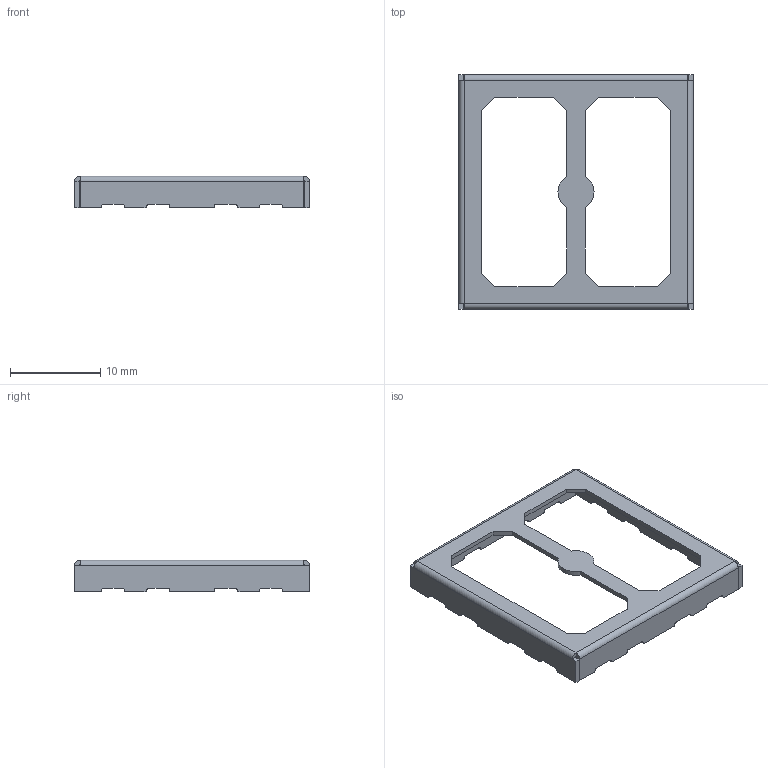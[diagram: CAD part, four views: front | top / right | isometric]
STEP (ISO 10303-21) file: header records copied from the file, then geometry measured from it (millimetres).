
FILE_DESCRIPTION(/* description */ ('Unknown'),/* implementation_level */ '2;1');
FILE_NAME(/* name */ 'H_Wurth_WE-SHC-SMT-FRAME_36103255',/* time_stamp */ '2025-07-03T16:23:41+08:00',/* author */ ('Unknown'),/* organization */ ('Unknown'),/* preprocessor_version */ 'ST-DEVELOPER v19.4',/* originating_system */ 'Solid Edge',/* authorisation */ 'Unknown');
FILE_SCHEMA (('AUTOMOTIVE_DESIGN {1 0 10303 214 3 1 1}'));
Length unit declared in the file: millimetre
Products named in the file (2): H_Wurth_WE-SHC-SMT-FRAME_36103255
Assembly tree (1 placements, depth 2):
  H_Wurth_WE-SHC-SMT-FRAME_36103255
    H_Wurth_WE-SHC-SMT-FRAME_36103255
Bounding box: 26 x 26 x 3.5 mm (x, y, z)
Volume: 281.6 mm3; surface area: 1253.9 mm2
Topology: 1 solids, 1 shells, 154 faces, 432 edges, 280 vertices
Faces by surface type: plane 80, cylinder 74
Entity records: 6101 total; most frequent: DIRECTION 892, CARTESIAN_POINT 868, ORIENTED_EDGE 864, EDGE_CURVE 432, AXIS2_PLACEMENT_3D 304, LINE 284, VECTOR 284, VERTEX_POINT 280
